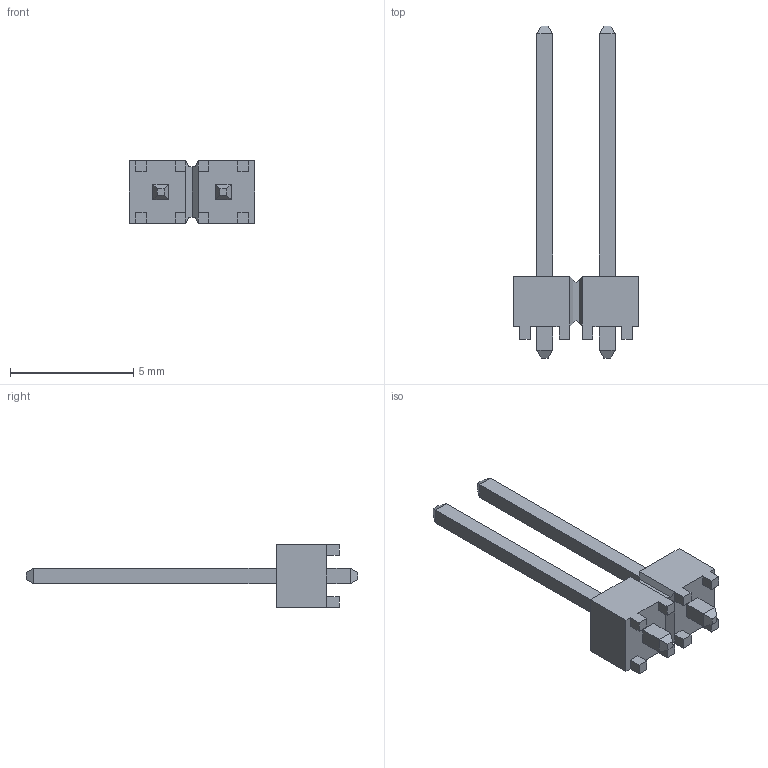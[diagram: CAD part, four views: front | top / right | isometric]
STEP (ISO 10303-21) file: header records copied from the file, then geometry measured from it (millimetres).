
FILE_DESCRIPTION(('STEP AP242'),'1');
FILE_NAME('mtsw-102-08-t-s-400.stp','2025-04-13T02:01:56',('TraceParts'),('TraceParts S.A.'),'Spatial InterOp 3D',' ',' ');
FILE_SCHEMA(('AP242_MANAGED_MODEL_BASED_3D_ENGINEERING_MIM_LF {1 0 10303 442 1 1 4}'));
Length unit declared in the file: millimetre
Products named in the file (1): mtsw-102-08-t-s-400
Bounding box: 5.08 x 13.46 x 2.54 mm (x, y, z)
Volume: 35.1 mm3; surface area: 124.2 mm2
Topology: 1 solids, 1 shells, 96 faces, 238 edges, 148 vertices
Faces by surface type: plane 96
Entity records: 3530 total; most frequent: CARTESIAN_POINT 483, ORIENTED_EDGE 476, DIRECTION 432, EDGE_CURVE 238, LINE 238, VECTOR 238, VERTEX_POINT 148, EDGE_LOOP 100
